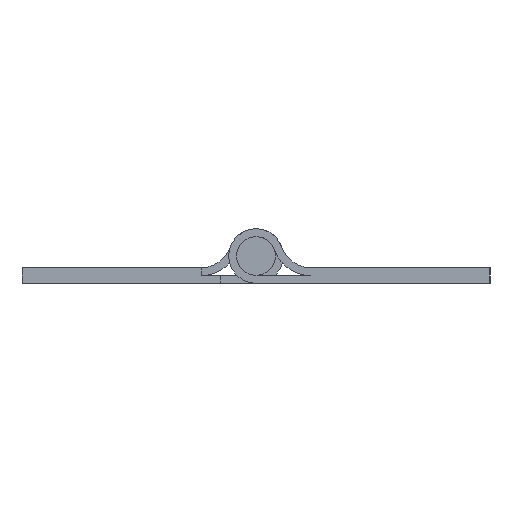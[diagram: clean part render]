
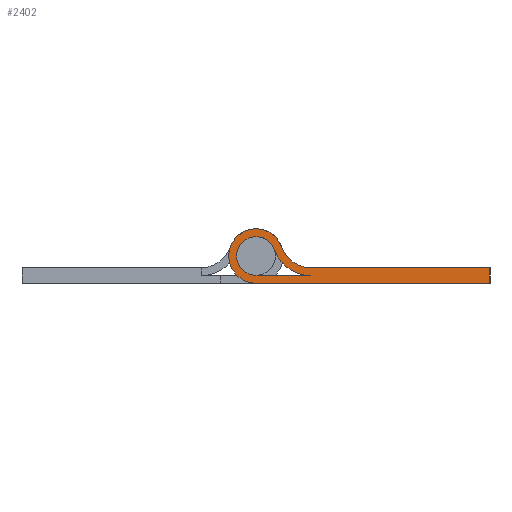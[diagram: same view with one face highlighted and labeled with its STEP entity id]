
A CAD part, left-side view. The second image highlights one B-rep face of the part: STEP entity #2402.
In plain terms, the highlighted planar face has unit normal (-1, 0, 0).
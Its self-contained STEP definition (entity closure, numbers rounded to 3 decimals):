
#508 = VECTOR ( 'NONE', #14081, 1000. ) ;
#588 = CARTESIAN_POINT ( 'NONE',  ( -600., -3.5, 1.2 ) ) ;
#1453 = AXIS2_PLACEMENT_3D ( 'NONE', #588, #15624, #22881 ) ;
#1638 = ORIENTED_EDGE ( 'NONE', *, *, #8303, .T. ) ;
#2239 = ORIENTED_EDGE ( 'NONE', *, *, #3880, .F. ) ;
#2402 = ADVANCED_FACE ( 'NONE', ( #13041, #20935 ), #15458, .F. ) ;
#2446 = DIRECTION ( 'NONE',  ( 1., 0., 0. ) ) ;
#2806 = DIRECTION ( 'NONE',  ( 0., 0., -1. ) ) ;
#3421 = VERTEX_POINT ( 'NONE', #19546 ) ;
#3427 = AXIS2_PLACEMENT_3D ( 'NONE', #4211, #3738, #14063 ) ;
#3456 = VECTOR ( 'NONE', #15609, 1000. ) ;
#3738 = DIRECTION ( 'NONE',  ( 1., 0., 0. ) ) ;
#3880 = EDGE_CURVE ( 'NONE', #3421, #14868, #29530, .T. ) ;
#4211 = CARTESIAN_POINT ( 'NONE',  ( -600., 0., 0. ) ) ;
#4545 = LINE ( 'NONE', #26521, #508 ) ;
#4706 = EDGE_CURVE ( 'NONE', #22651, #29905, #23021, .T. ) ;
#4834 = DIRECTION ( 'NONE',  ( 0., 0., -1. ) ) ;
#7364 = DIRECTION ( 'NONE',  ( 1., 0., 0. ) ) ;
#7376 = EDGE_CURVE ( 'NONE', #17803, #15356, #15367, .T. ) ;
#8303 = EDGE_CURVE ( 'NONE', #29905, #15424, #23669, .T. ) ;
#9199 = ORIENTED_EDGE ( 'NONE', *, *, #18672, .F. ) ;
#9307 = CARTESIAN_POINT ( 'NONE',  ( -600., 0., 0. ) ) ;
#10011 = VERTEX_POINT ( 'NONE', #13077 ) ;
#10807 = AXIS2_PLACEMENT_3D ( 'NONE', #15044, #2446, #12299 ) ;
#11609 = VECTOR ( 'NONE', #26790, 1000. ) ;
#12222 = CARTESIAN_POINT ( 'NONE',  ( -600., -1.182, 0.405 ) ) ;
#12299 = DIRECTION ( 'NONE',  ( 0., 0., -1. ) ) ;
#12867 = CIRCLE ( 'NONE', #10807, 1.75 ) ;
#12884 = ORIENTED_EDGE ( 'NONE', *, *, #13043, .F. ) ;
#13041 = FACE_OUTER_BOUND ( 'NONE', #14096, .T. ) ;
#13043 = EDGE_CURVE ( 'NONE', #23340, #17803, #20919, .T. ) ;
#13077 = CARTESIAN_POINT ( 'NONE',  ( -600., -3.5, -1.25 ) ) ;
#13389 = CIRCLE ( 'NONE', #25759, 1.95 ) ;
#13609 = AXIS2_PLACEMENT_3D ( 'NONE', #31054, #28324, #18764 ) ;
#13887 = ORIENTED_EDGE ( 'NONE', *, *, #7376, .F. ) ;
#14063 = DIRECTION ( 'NONE',  ( 0., 0., -1. ) ) ;
#14081 = DIRECTION ( 'NONE',  ( 0., 1., 0. ) ) ;
#14096 = EDGE_LOOP ( 'NONE', ( #16451, #28818, #13887, #12884, #9199, #2239 ) ) ;
#14409 = CARTESIAN_POINT ( 'NONE',  ( -600., -15., -1.75 ) ) ;
#14496 = CARTESIAN_POINT ( 'NONE',  ( -600., 0., 1.75 ) ) ;
#14868 = VERTEX_POINT ( 'NONE', #18928 ) ;
#15044 = CARTESIAN_POINT ( 'NONE',  ( -600., 0., 0. ) ) ;
#15356 = VERTEX_POINT ( 'NONE', #14496 ) ;
#15367 = CIRCLE ( 'NONE', #30846, 1.75 ) ;
#15424 = VERTEX_POINT ( 'NONE', #12222 ) ;
#15458 = PLANE ( 'NONE',  #1453 ) ;
#15609 = DIRECTION ( 'NONE',  ( 0., 1., 0. ) ) ;
#15624 = DIRECTION ( 'NONE',  ( 1., 0., 0. ) ) ;
#15880 = EDGE_CURVE ( 'NONE', #16473, #3421, #13389, .T. ) ;
#16451 = ORIENTED_EDGE ( 'NONE', *, *, #15880, .F. ) ;
#16473 = VERTEX_POINT ( 'NONE', #18593 ) ;
#16712 = CARTESIAN_POINT ( 'NONE',  ( -600., 0., -1.75 ) ) ;
#16958 = LINE ( 'NONE', #26643, #21175 ) ;
#17034 = EDGE_CURVE ( 'NONE', #10011, #22651, #4545, .T. ) ;
#17803 = VERTEX_POINT ( 'NONE', #16712 ) ;
#17852 = CARTESIAN_POINT ( 'NONE',  ( -600., -15., -1.75 ) ) ;
#18593 = CARTESIAN_POINT ( 'NONE',  ( -600., -1.655, 0.568 ) ) ;
#18672 = EDGE_CURVE ( 'NONE', #14868, #23340, #16958, .T. ) ;
#18764 = DIRECTION ( 'NONE',  ( 0., 0., -1. ) ) ;
#18928 = CARTESIAN_POINT ( 'NONE',  ( -600., -15., -0.75 ) ) ;
#19263 = DIRECTION ( 'NONE',  ( 1., 0., 0. ) ) ;
#19546 = CARTESIAN_POINT ( 'NONE',  ( -600., -3.5, -0.75 ) ) ;
#19614 = CARTESIAN_POINT ( 'NONE',  ( -600., -3.5, 1.2 ) ) ;
#20919 = LINE ( 'NONE', #17852, #3456 ) ;
#20933 = EDGE_CURVE ( 'NONE', #15424, #10011, #30099, .T. ) ;
#20935 = FACE_BOUND ( 'NONE', #21788, .T. ) ;
#21175 = VECTOR ( 'NONE', #4834, 1000. ) ;
#21657 = CARTESIAN_POINT ( 'NONE',  ( -600., 0., 1.25 ) ) ;
#21788 = EDGE_LOOP ( 'NONE', ( #27169, #1638, #27217, #27325 ) ) ;
#22088 = CARTESIAN_POINT ( 'NONE',  ( -600., -3.5, -0.75 ) ) ;
#22651 = VERTEX_POINT ( 'NONE', #22738 ) ;
#22738 = CARTESIAN_POINT ( 'NONE',  ( -600., 0., -1.25 ) ) ;
#22881 = DIRECTION ( 'NONE',  ( 0., 0., -1. ) ) ;
#23021 = CIRCLE ( 'NONE', #3427, 1.25 ) ;
#23160 = AXIS2_PLACEMENT_3D ( 'NONE', #9307, #7364, #29645 ) ;
#23340 = VERTEX_POINT ( 'NONE', #14409 ) ;
#23417 = EDGE_CURVE ( 'NONE', #15356, #16473, #12867, .T. ) ;
#23669 = CIRCLE ( 'NONE', #23160, 1.25 ) ;
#23803 = DIRECTION ( 'NONE',  ( 0., 0., -1. ) ) ;
#25759 = AXIS2_PLACEMENT_3D ( 'NONE', #19614, #29778, #2806 ) ;
#26521 = CARTESIAN_POINT ( 'NONE',  ( -600., 0., -1.25 ) ) ;
#26643 = CARTESIAN_POINT ( 'NONE',  ( -600., -15., -0.75 ) ) ;
#26790 = DIRECTION ( 'NONE',  ( 0., -1., 0. ) ) ;
#27169 = ORIENTED_EDGE ( 'NONE', *, *, #4706, .T. ) ;
#27217 = ORIENTED_EDGE ( 'NONE', *, *, #20933, .T. ) ;
#27325 = ORIENTED_EDGE ( 'NONE', *, *, #17034, .T. ) ;
#28324 = DIRECTION ( 'NONE',  ( -1., 0., 0. ) ) ;
#28818 = ORIENTED_EDGE ( 'NONE', *, *, #23417, .F. ) ;
#28974 = CARTESIAN_POINT ( 'NONE',  ( -600., 0., 0. ) ) ;
#29530 = LINE ( 'NONE', #22088, #11609 ) ;
#29645 = DIRECTION ( 'NONE',  ( 0., 0., -1. ) ) ;
#29778 = DIRECTION ( 'NONE',  ( -1., 0., 0. ) ) ;
#29905 = VERTEX_POINT ( 'NONE', #21657 ) ;
#30099 = CIRCLE ( 'NONE', #13609, 2.45 ) ;
#30846 = AXIS2_PLACEMENT_3D ( 'NONE', #28974, #19263, #23803 ) ;
#31054 = CARTESIAN_POINT ( 'NONE',  ( -600., -3.5, 1.2 ) ) ;
